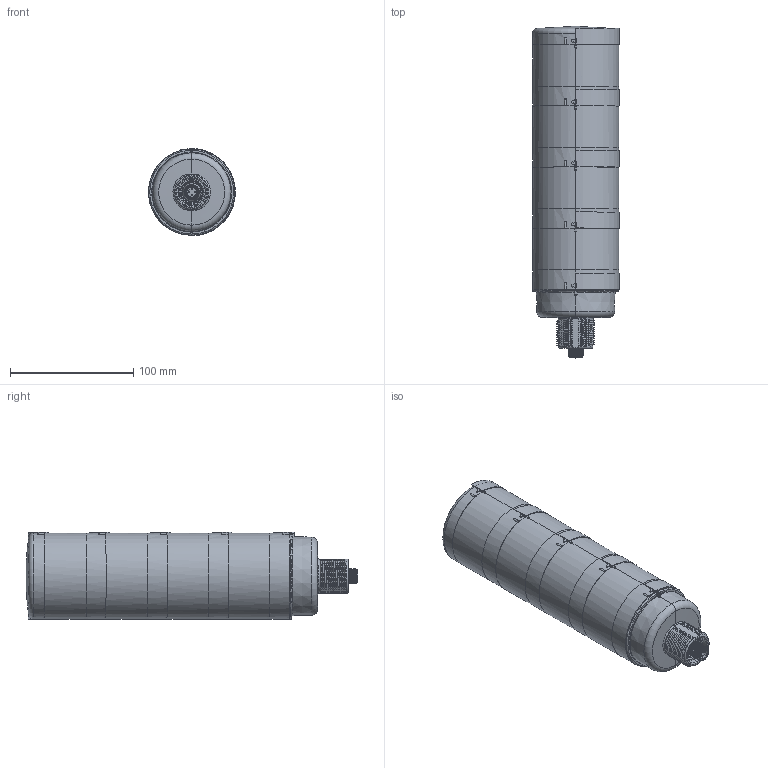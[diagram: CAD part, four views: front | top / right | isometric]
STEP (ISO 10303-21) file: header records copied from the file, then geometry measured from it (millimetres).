
FILE_DESCRIPTION((''),'2;1');
FILE_NAME('181453_ASM','2014-08-08T',('pdmadmin'),(''),'PRO/ENGINEER BY PARAMETRIC TECHNOLOGY CORPORATION, 2013230','PRO/ENGINEER BY PARAMETRIC TECHNOLOGY CORPORATION, 2013230','');
FILE_SCHEMA(('CONFIG_CONTROL_DESIGN'));
Length unit declared in the file: millimetre
Products named in the file (7): 180077; 180482; 08427; 179879; 179880; 180091; 181453_ASM
Assembly tree (12 placements, depth 2):
  181453_ASM
    180077
    180482
    08427
    179879  x4
    179880  x4
    180091
Bounding box: 70.5 x 269.6 x 71.25 mm (x, y, z)
Volume: 246643.4 mm3; surface area: 179905.8 mm2
Topology: 12 solids, 17 shells, 3081 faces, 7354 edges, 4331 vertices
Faces by surface type: bspline 999, cylinder 820, plane 514, torus 330, cone 248, sphere 170
Entity records: 80004 total; most frequent: CARTESIAN_POINT 52546, ORIENTED_EDGE 6226, DIRECTION 5011, EDGE_CURVE 3117, AXIS2_PLACEMENT_3D 2111, VERTEX_POINT 1859, EDGE_LOOP 1376, FACE_OUTER_BOUND 1308
